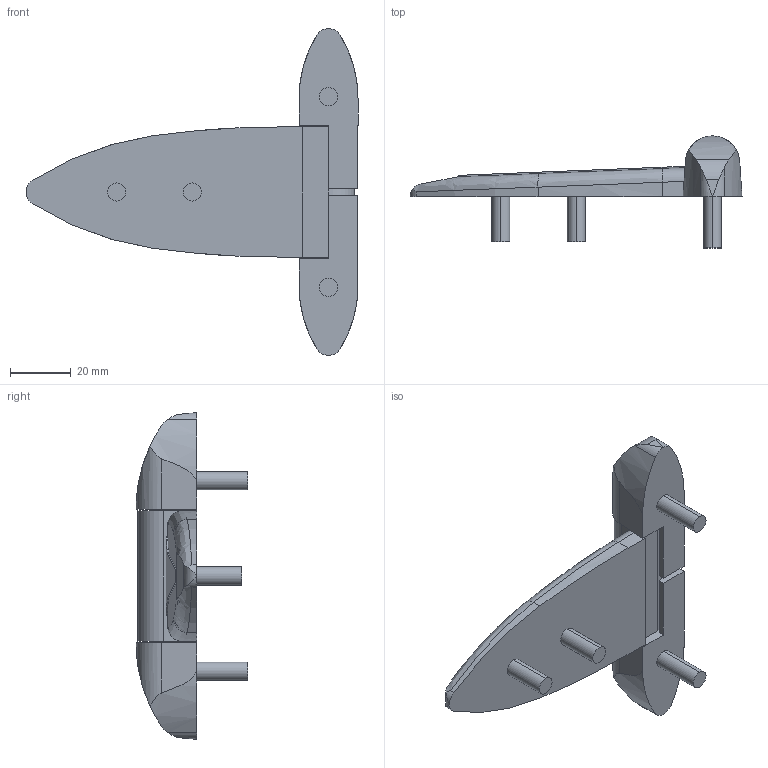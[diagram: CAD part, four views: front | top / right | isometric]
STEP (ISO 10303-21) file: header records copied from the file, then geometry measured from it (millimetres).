
FILE_DESCRIPTION (( 'STEP AP203' ), '1' );
FILE_NAME ('B-835-1.STEP', '2011-10-17T06:12:04', ( '' ), ( '' ), 'SwSTEP 2.0', 'SolidWorks 2011', '' );
FILE_SCHEMA (( 'CONFIG_CONTROL_DESIGN' ));
Length unit declared in the file: millimetre
Products named in the file (4): B-835-1; B-853-1受けB_; B-853-1羽根_; B-853-1受けA_
Assembly tree (3 placements, depth 2):
  B-835-1
    B-853-1羽根_
    B-853-1受けA_
    B-853-1受けB_
Bounding box: 109.75 x 37 x 108 mm (x, y, z)
Volume: 53222.4 mm3; surface area: 19322.4 mm2
Topology: 3 solids, 3 shells, 86 faces, 211 edges, 137 vertices
Faces by surface type: cylinder 48, plane 34, bspline 4
Entity records: 3217 total; most frequent: CARTESIAN_POINT 836, ORIENTED_EDGE 422, DIRECTION 403, EDGE_CURVE 211, AXIS2_PLACEMENT_3D 152, VERTEX_POINT 137, VECTOR 99, LINE 99
